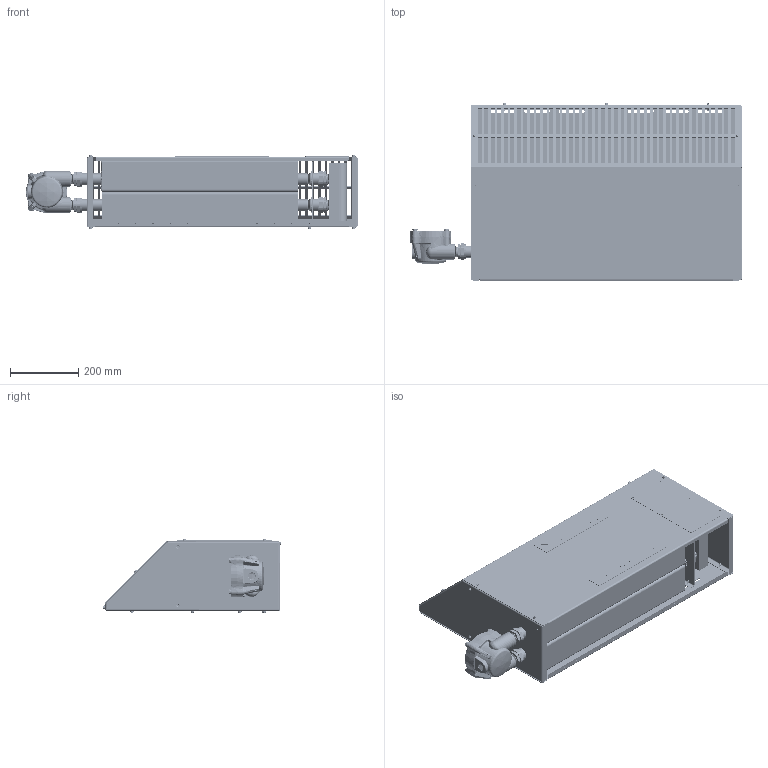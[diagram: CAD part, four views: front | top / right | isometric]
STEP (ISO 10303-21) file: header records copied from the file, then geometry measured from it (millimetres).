
FILE_DESCRIPTION (( 'STEP AP214' ), '1' );
FILE_NAME ('XEC-L Y MOUNT W-BLANK 31.STEP', '2021-08-31T20:17:10', ( '' ), ( '' ), 'SwSTEP 2.0', 'SolidWorks 2020', '' );
FILE_SCHEMA (( 'AUTOMOTIVE_DESIGN' ));
Length unit declared in the file: inch
Products named in the file (1): XEC-L Y MOUNT W-BLANK 31
Bounding box: 973.53 x 519.46 x 215.29 mm (x, y, z)
Volume: 18209871.1 mm3; surface area: 3536609 mm2
Topology: 62 solids, 62 shells, 8123 faces, 20807 edges, 13056 vertices
Faces by surface type: cylinder 2767, plane 1987, bspline 1321, cone 1167, torus 850, sphere 31
Entity records: 482031 total; most frequent: CARTESIAN_POINT 196196, ORIENTED_EDGE 41542, DIRECTION 33309, EDGE_CURVE 20771, VERTEX_POINT 13056, AXIS2_PLACEMENT_3D 12169, VECTOR 8971, LINE 8971
